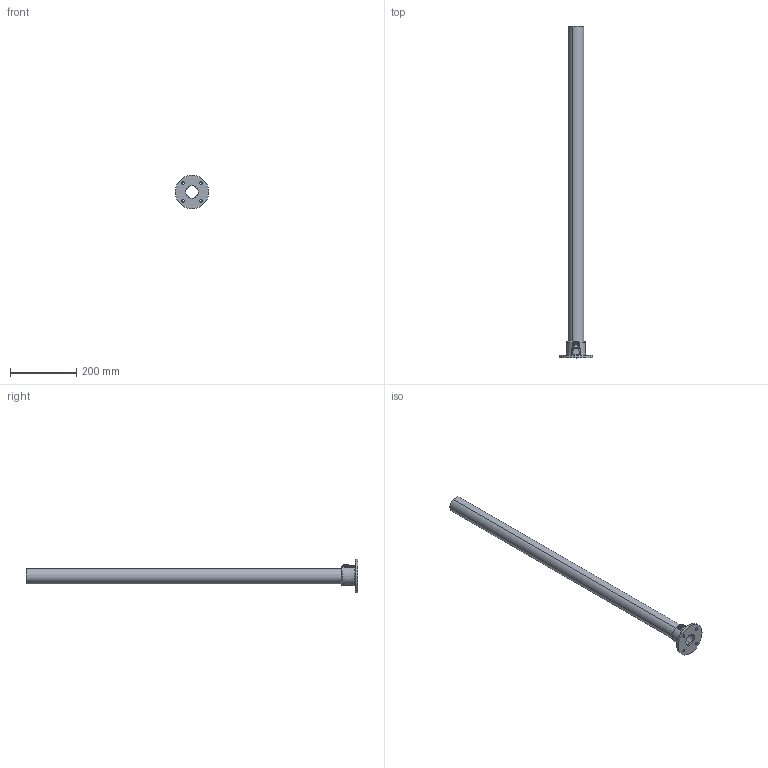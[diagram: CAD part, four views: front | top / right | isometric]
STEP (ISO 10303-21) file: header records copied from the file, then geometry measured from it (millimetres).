
FILE_DESCRIPTION (( 'STEP AP203' ), '1' );
FILE_NAME ('131-C42.step', '2015-09-17T16:18:27', ( '' ), ( '' ), 'SwSTEP 2.0', 'SolidWorks 2015', '' );
FILE_SCHEMA (( 'CONFIG_CONTROL_DESIGN' ));
Length unit declared in the file: millimetre
Products named in the file (4): 131-C42 Teil2; 131-C42 Teil1; 131-C42 Teil3; 131-C42
Assembly tree (3 placements, depth 2):
  131-C42
    131-C42 Teil1
    131-C42 Teil2
    131-C42 Teil3
Bounding box: 102 x 1005.5 x 102 mm (x, y, z)
Volume: 519799.1 mm3; surface area: 312639 mm2
Topology: 3 solids, 3 shells, 108 faces, 243 edges, 141 vertices
Faces by surface type: cylinder 41, torus 31, plane 17, cone 10, bspline 9
Entity records: 4004 total; most frequent: CARTESIAN_POINT 1198, DIRECTION 542, ORIENTED_EDGE 486, EDGE_CURVE 243, AXIS2_PLACEMENT_3D 234, VERTEX_POINT 141, CIRCLE 129, EDGE_LOOP 124
